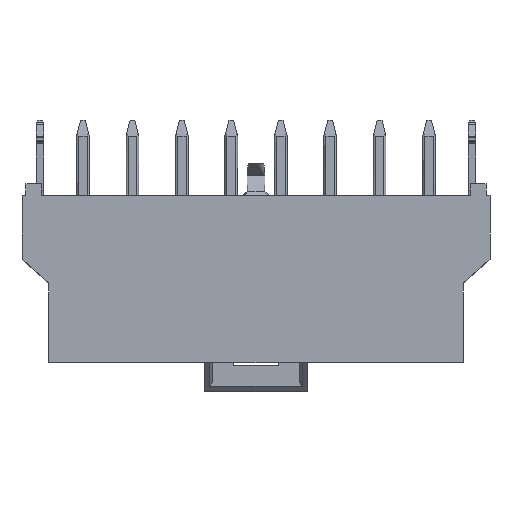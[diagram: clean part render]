
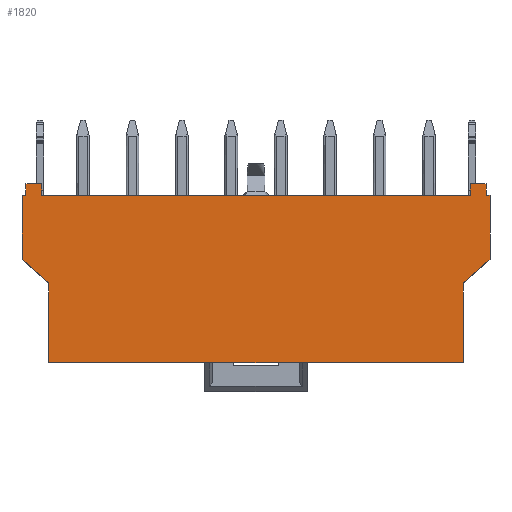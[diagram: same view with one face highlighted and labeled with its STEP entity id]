
A CAD part, front view. The second image highlights one B-rep face of the part: STEP entity #1820.
In plain terms, the highlighted planar face has unit normal (0, -1, 0).
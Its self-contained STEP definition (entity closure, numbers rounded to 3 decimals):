
#45=CARTESIAN_POINT('',(10.83,-1.74,10.52));
#46=VERTEX_POINT('',#45);
#53=CARTESIAN_POINT('',(11.63,-1.74,10.52));
#54=VERTEX_POINT('',#53);
#55=CARTESIAN_POINT('',(10.83,-1.74,10.52));
#56=DIRECTION('',(1.,0.,0.));
#57=VECTOR('',#56,0.8);
#58=LINE('',#55,#57);
#59=EDGE_CURVE('',#46,#54,#58,.T.);
#85=CARTESIAN_POINT('',(-11.63,-1.74,10.52));
#86=VERTEX_POINT('',#85);
#93=CARTESIAN_POINT('',(-10.83,-1.74,10.52));
#94=VERTEX_POINT('',#93);
#95=CARTESIAN_POINT('',(-11.63,-1.74,10.52));
#96=DIRECTION('',(1.,0.,0.));
#97=VECTOR('',#96,0.8);
#98=LINE('',#95,#97);
#99=EDGE_CURVE('',#86,#94,#98,.T.);
#415=CARTESIAN_POINT('',(11.63,-1.74,9.92));
#416=VERTEX_POINT('',#415);
#417=CARTESIAN_POINT('',(11.63,-1.74,10.52));
#418=DIRECTION('',(0.,0.,-1.));
#419=VECTOR('',#418,0.6);
#420=LINE('',#417,#419);
#421=EDGE_CURVE('',#54,#416,#420,.T.);
#439=CARTESIAN_POINT('',(10.83,-1.74,9.92));
#440=VERTEX_POINT('',#439);
#441=CARTESIAN_POINT('',(10.83,-1.74,9.92));
#442=DIRECTION('',(0.,0.,1.));
#443=VECTOR('',#442,0.6);
#444=LINE('',#441,#443);
#445=EDGE_CURVE('',#440,#46,#444,.T.);
#463=CARTESIAN_POINT('',(-10.83,-1.74,9.92));
#464=VERTEX_POINT('',#463);
#465=CARTESIAN_POINT('',(-10.83,-1.74,10.52));
#466=DIRECTION('',(0.,0.,-1.));
#467=VECTOR('',#466,0.6);
#468=LINE('',#465,#467);
#469=EDGE_CURVE('',#94,#464,#468,.T.);
#487=CARTESIAN_POINT('',(-11.63,-1.74,9.92));
#488=VERTEX_POINT('',#487);
#489=CARTESIAN_POINT('',(-11.63,-1.74,9.92));
#490=DIRECTION('',(0.,0.,1.));
#491=VECTOR('',#490,0.6);
#492=LINE('',#489,#491);
#493=EDGE_CURVE('',#488,#86,#492,.T.);
#1715=CARTESIAN_POINT('',(-11.83,-1.74,6.69));
#1716=VERTEX_POINT('',#1715);
#1723=CARTESIAN_POINT('',(-11.83,-1.74,9.92));
#1724=VERTEX_POINT('',#1723);
#1725=CARTESIAN_POINT('',(-11.83,-1.74,6.69));
#1726=DIRECTION('',(0.,0.,1.));
#1727=VECTOR('',#1726,3.23);
#1728=LINE('',#1725,#1727);
#1729=EDGE_CURVE('',#1716,#1724,#1728,.T.);
#1740=CARTESIAN_POINT('',(0.,-1.74,5.26));
#1741=DIRECTION('',(1.,0.,0.));
#1742=DIRECTION('',(0.,-1.,0.));
#1743=AXIS2_PLACEMENT_3D('',#1740,#1742,#1741);
#1744=PLANE('',#1743);
#1745=CARTESIAN_POINT('',(11.83,-1.74,9.92));
#1746=VERTEX_POINT('',#1745);
#1747=CARTESIAN_POINT('',(11.83,-1.74,9.92));
#1748=DIRECTION('',(-1.,0.,0.));
#1749=VECTOR('',#1748,0.2);
#1750=LINE('',#1747,#1749);
#1751=EDGE_CURVE('',#1746,#416,#1750,.T.);
#1752=ORIENTED_EDGE('',*,*,#1751,.T.);
#1753=ORIENTED_EDGE('',*,*,#421,.F.);
#1754=ORIENTED_EDGE('',*,*,#59,.F.);
#1755=ORIENTED_EDGE('',*,*,#445,.F.);
#1756=CARTESIAN_POINT('',(10.83,-1.74,9.92));
#1757=DIRECTION('',(-1.,0.,0.));
#1758=VECTOR('',#1757,21.66);
#1759=LINE('',#1756,#1758);
#1760=EDGE_CURVE('',#440,#464,#1759,.T.);
#1761=ORIENTED_EDGE('',*,*,#1760,.T.);
#1762=ORIENTED_EDGE('',*,*,#469,.F.);
#1763=ORIENTED_EDGE('',*,*,#99,.F.);
#1764=ORIENTED_EDGE('',*,*,#493,.F.);
#1765=CARTESIAN_POINT('',(-11.63,-1.74,9.92));
#1766=DIRECTION('',(-1.,0.,0.));
#1767=VECTOR('',#1766,0.2);
#1768=LINE('',#1765,#1767);
#1769=EDGE_CURVE('',#488,#1724,#1768,.T.);
#1770=ORIENTED_EDGE('',*,*,#1769,.T.);
#1771=ORIENTED_EDGE('',*,*,#1729,.F.);
#1772=CARTESIAN_POINT('',(-10.47,-1.74,5.5));
#1773=VERTEX_POINT('',#1772);
#1774=CARTESIAN_POINT('',(-11.83,-1.74,6.69));
#1775=DIRECTION('',(0.753,0.,-0.659));
#1776=VECTOR('',#1775,1.807);
#1777=LINE('',#1774,#1776);
#1778=EDGE_CURVE('',#1716,#1773,#1777,.T.);
#1779=ORIENTED_EDGE('',*,*,#1778,.T.);
#1780=CARTESIAN_POINT('',(-10.47,-1.74,1.46));
#1781=VERTEX_POINT('',#1780);
#1782=CARTESIAN_POINT('',(-10.47,-1.74,5.5));
#1783=DIRECTION('',(0.,0.,-1.));
#1784=VECTOR('',#1783,4.04);
#1785=LINE('',#1782,#1784);
#1786=EDGE_CURVE('',#1773,#1781,#1785,.T.);
#1787=ORIENTED_EDGE('',*,*,#1786,.T.);
#1788=CARTESIAN_POINT('',(10.47,-1.74,1.46));
#1789=VERTEX_POINT('',#1788);
#1790=CARTESIAN_POINT('',(-10.47,-1.74,1.46));
#1791=DIRECTION('',(1.,0.,0.));
#1792=VECTOR('',#1791,20.94);
#1793=LINE('',#1790,#1792);
#1794=EDGE_CURVE('',#1781,#1789,#1793,.T.);
#1795=ORIENTED_EDGE('',*,*,#1794,.T.);
#1796=CARTESIAN_POINT('',(10.47,-1.74,5.5));
#1797=VERTEX_POINT('',#1796);
#1798=CARTESIAN_POINT('',(10.47,-1.74,1.46));
#1799=DIRECTION('',(0.,0.,1.));
#1800=VECTOR('',#1799,4.04);
#1801=LINE('',#1798,#1800);
#1802=EDGE_CURVE('',#1789,#1797,#1801,.T.);
#1803=ORIENTED_EDGE('',*,*,#1802,.T.);
#1804=CARTESIAN_POINT('',(11.83,-1.74,6.69));
#1805=VERTEX_POINT('',#1804);
#1806=CARTESIAN_POINT('',(10.47,-1.74,5.5));
#1807=DIRECTION('',(0.753,0.,0.659));
#1808=VECTOR('',#1807,1.807);
#1809=LINE('',#1806,#1808);
#1810=EDGE_CURVE('',#1797,#1805,#1809,.T.);
#1811=ORIENTED_EDGE('',*,*,#1810,.T.);
#1812=CARTESIAN_POINT('',(11.83,-1.74,6.69));
#1813=DIRECTION('',(0.,0.,1.));
#1814=VECTOR('',#1813,3.23);
#1815=LINE('',#1812,#1814);
#1816=EDGE_CURVE('',#1805,#1746,#1815,.T.);
#1817=ORIENTED_EDGE('',*,*,#1816,.T.);
#1818=EDGE_LOOP('',(#1752,#1753,#1754,#1755,#1761,#1762,#1763,#1764,#1770,#1771,#1779,#1787,#1795,#1803,#1811,#1817));
#1819=FACE_OUTER_BOUND('',#1818,.T.);
#1820=ADVANCED_FACE('',(#1819),#1744,.T.);
